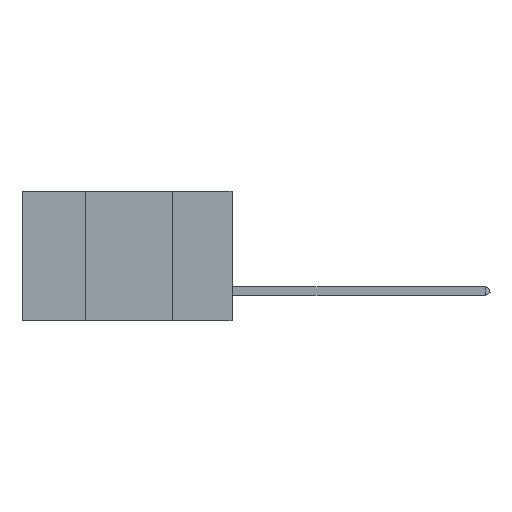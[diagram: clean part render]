
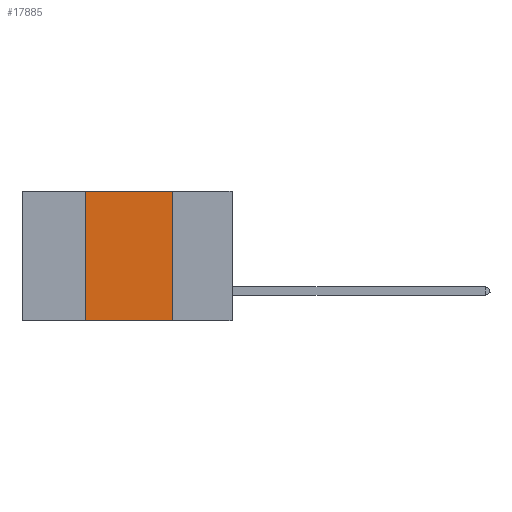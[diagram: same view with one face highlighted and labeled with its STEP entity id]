
A CAD part, left-side view. The second image highlights one B-rep face of the part: STEP entity #17885.
In plain terms, the highlighted planar face has unit normal (-1, 0, 0).
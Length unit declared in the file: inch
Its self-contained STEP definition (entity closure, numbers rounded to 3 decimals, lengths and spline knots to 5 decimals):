
#1889 = VECTOR ( 'NONE', #13494, 39.37008 ) ;
#2435 = PLANE ( 'NONE',  #30560 ) ;
#2483 = CARTESIAN_POINT ( 'NONE',  ( 0., 0.42, 0. ) ) ;
#3147 = VERTEX_POINT ( 'NONE', #22555 ) ;
#5958 = EDGE_CURVE ( 'NONE', #13452, #9864, #29146, .T. ) ;
#6041 = LINE ( 'NONE', #10676, #14826 ) ;
#7002 = VECTOR ( 'NONE', #22397, 39.37008 ) ;
#7459 = DIRECTION ( 'NONE',  ( 1., 0., 0. ) ) ;
#7579 = CARTESIAN_POINT ( 'NONE',  ( 0., 0.17, 0. ) ) ;
#8545 = DIRECTION ( 'NONE',  ( 0., -1., 0. ) ) ;
#9864 = VERTEX_POINT ( 'NONE', #19340 ) ;
#10030 = CARTESIAN_POINT ( 'NONE',  ( 0., 0.42, -0.37 ) ) ;
#10164 = EDGE_CURVE ( 'NONE', #30014, #9864, #17538, .T. ) ;
#10676 = CARTESIAN_POINT ( 'NONE',  ( 0., 0.6, 0. ) ) ;
#10706 = ORIENTED_EDGE ( 'NONE', *, *, #20344, .F. ) ;
#11613 = FACE_OUTER_BOUND ( 'NONE', #15806, .T. ) ;
#13452 = VERTEX_POINT ( 'NONE', #18879 ) ;
#13494 = DIRECTION ( 'NONE',  ( 0., -1., 0. ) ) ;
#14826 = VECTOR ( 'NONE', #8545, 39.37008 ) ;
#15006 = ORIENTED_EDGE ( 'NONE', *, *, #10164, .T. ) ;
#15806 = EDGE_LOOP ( 'NONE', ( #17256, #18768, #10706, #15006 ) ) ;
#17196 = DIRECTION ( 'NONE',  ( 0., 0., -1. ) ) ;
#17256 = ORIENTED_EDGE ( 'NONE', *, *, #5958, .F. ) ;
#17538 = LINE ( 'NONE', #29117, #1889 ) ;
#17885 = ADVANCED_FACE ( 'NONE', ( #11613 ), #2435, .F. ) ;
#18768 = ORIENTED_EDGE ( 'NONE', *, *, #24284, .F. ) ;
#18879 = CARTESIAN_POINT ( 'NONE',  ( 0., 0.17, 0. ) ) ;
#19238 = LINE ( 'NONE', #2483, #7002 ) ;
#19340 = CARTESIAN_POINT ( 'NONE',  ( 0., 0.17, -0.37 ) ) ;
#20344 = EDGE_CURVE ( 'NONE', #30014, #3147, #19238, .T. ) ;
#22029 = CARTESIAN_POINT ( 'NONE',  ( 0., 0.6, 0. ) ) ;
#22397 = DIRECTION ( 'NONE',  ( 0., 0., 1. ) ) ;
#22555 = CARTESIAN_POINT ( 'NONE',  ( 0., 0.42, 0. ) ) ;
#23362 = VECTOR ( 'NONE', #31630, 39.37008 ) ;
#24284 = EDGE_CURVE ( 'NONE', #3147, #13452, #6041, .T. ) ;
#29117 = CARTESIAN_POINT ( 'NONE',  ( 0., 0.6, -0.37 ) ) ;
#29146 = LINE ( 'NONE', #7579, #23362 ) ;
#30014 = VERTEX_POINT ( 'NONE', #10030 ) ;
#30560 = AXIS2_PLACEMENT_3D ( 'NONE', #22029, #7459, #17196 ) ;
#31630 = DIRECTION ( 'NONE',  ( 0., 0., -1. ) ) ;
